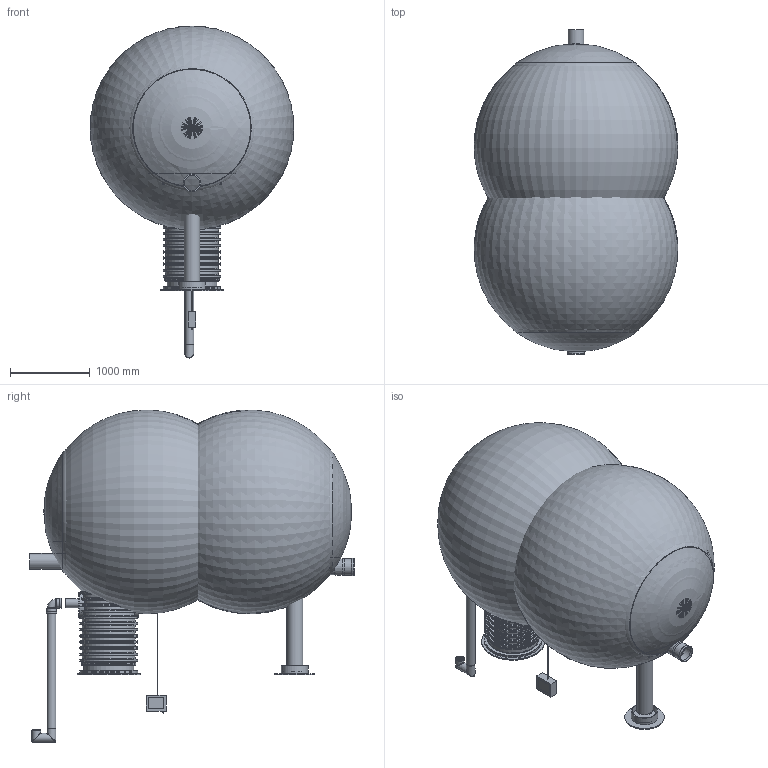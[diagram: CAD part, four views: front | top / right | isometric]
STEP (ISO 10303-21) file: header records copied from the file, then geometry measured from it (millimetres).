
FILE_DESCRIPTION(/* description */ ('Unknown'),/* implementation_level */ '2;1');
FILE_NAME(/* name */ 'Rasvaeraldaja NS15',/* time_stamp */ '2023-04-11T14:12:57+03:00',/* author */ ('Unknown'),/* organization */ ('Unknown'),/* preprocessor_version */ 'ST-DEVELOPER v18.1',/* originating_system */ 'Solid Edge',/* authorisation */ 'Unknown');
FILE_SCHEMA (('AUTOMOTIVE_DESIGN {1 0 10303 214 3 1 1}'));
Length unit declared in the file: millimetre
Products named in the file (39): Rasvaeraldaja NS15; 2260.013; Polv D200; 2260.002; 2260.014; muhvots_200; 2260.011; muhvots_200.par pikem; 2260.010; KolmikD200; 2260.004; 2260.005; 2260.006; 2260.007; D200 teenkaev 19.08.20; Ribi 1600; 2260.loikega; 2693.001_var3; RoundTubing 63x4.7_oa_0; 2697.001 tihend teeninduskaevule 670_var2; D665 KP silinder 26.04.19; rasvakiht 2260; Rasvakamber 2260; Settemaht 2260; RoundTubing 110x6.6_oa_1; 2703.001; Malmluuk_D600_(Ginmika); Malmluugi_korpus_D600_(Ginmika); Malmluugi_kaan_D600_(Ginmika); Malmluuk 315; PE_vent_malm_L=1500; PVC_polv_110; PE venttoru DN100 L=1500; Rotoventiots; RoundTubing 25x2.3_oa_2; Ujuk_oa_3; Ujuk_oa_4; Ujuk_oa_5; elektrikarp loikefotole
Assembly tree (42 placements, depth 3):
  Rasvaeraldaja NS15
    2260.013
    Polv D200
    2260.002
    2260.014
    muhvots_200
    2260.011
    muhvots_200.par pikem
    2260.010
    KolmikD200
    2260.004
    2260.005
    2260.006
    2260.007
    D200 teenkaev 19.08.20
    Ribi 1600  x4
    2260.loikega
    2693.001_var3
    RoundTubing 63x4.7_oa_0
    2697.001 tihend teeninduskaevule 670_var2  x2
    D665 KP silinder 26.04.19
    rasvakiht 2260
    Rasvakamber 2260
    Settemaht 2260
    RoundTubing 110x6.6_oa_1
    2703.001
    Malmluuk_D600_(Ginmika)
      Malmluugi_korpus_D600_(Ginmika)
      Malmluugi_kaan_D600_(Ginmika)
    Malmluuk 315
    PE_vent_malm_L=1500
      PVC_polv_110
      PE venttoru DN100 L=1500
      Rotoventiots
    RoundTubing 25x2.3_oa_2
    Ujuk_oa_3
    Ujuk_oa_4
    Ujuk_oa_5
    elektrikarp loikefotole
Bounding box: 2554.59 x 4064 x 4160.17 mm (x, y, z)
Volume: 29372883891 mm3; surface area: 190241789.7 mm2
Topology: 42 solids, 43 shells, 791 faces, 1796 edges, 1170 vertices
Faces by surface type: plane 309, cylinder 268, torus 156, cone 30, bspline 25, sphere 3
Full cylindrical faces by diameter (mm): 6 x1, 8.5 x3, 10 x31, 20 x1, 20.4 x1, 25 x1, 53.6 x1, 63 x1, 96.8 x1, 100 x2, 103.2 x3, 105 x1, 110 x9, 120 x2, 130 x2, 184 x1, 188 x4, 190 x3, 200 x21, 205 x2, 212 x8, 215 x2, 217 x1, 220 x3, 232 x3, 233 x1, 315 x1, 335 x1, 500 x1, 595 x1
Entity records: 23503 total; most frequent: CARTESIAN_POINT 7251, DIRECTION 3223, ORIENTED_EDGE 2604, AXIS2_PLACEMENT_3D 1449, EDGE_CURVE 1302, FACE_BOUND 1238, EDGE_LOOP 1234, VERTEX_POINT 1010
